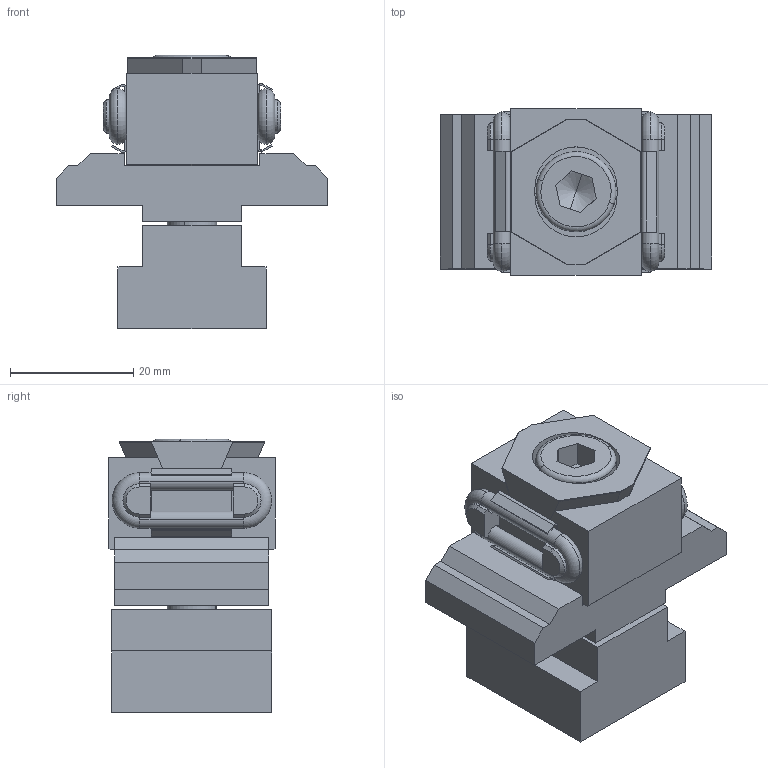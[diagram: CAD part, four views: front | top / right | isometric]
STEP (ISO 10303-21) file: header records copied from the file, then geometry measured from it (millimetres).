
FILE_DESCRIPTION(('STEP AP214'),'1');
FILE_NAME('HALDERN_EH_23250_0502.stp','2017-09-06T07:18:38',('TraceParts'),('TraceParts S.A.'),'Spatial InterOp 3D',' ',' ');
FILE_SCHEMA(('automotive_design'));
Length unit declared in the file: millimetre
Products named in the file (10): HALDERN_EH_23250_0502_1; HALDERN_EH_23250_0502_2; HALDERN_EH_23250_0502_3; HALDERN_EH_23250_0502_4; HALDERN_EH_23250_0502_5; HALDERN_EH_23250_0502_6; HALDERN_EH_23250_0502_7; HALDERN_EH_23250_0502_8; HALDERN_EH_23250_0502_9; HALDERN_EH_23250_0502_10
Bounding box: 44 x 27 x 44.32 mm (x, y, z)
Volume: 27089.6 mm3; surface area: 14478.1 mm2
Topology: 10 solids, 10 shells, 246 faces, 636 edges, 411 vertices
Faces by surface type: plane 142, cylinder 68, torus 28, cone 8
Entity records: 9681 total; most frequent: DIRECTION 1346, CARTESIAN_POINT 1317, ORIENTED_EDGE 1268, EDGE_CURVE 634, AXIS2_PLACEMENT_3D 464, LINE 418, VECTOR 418, VERTEX_POINT 411
